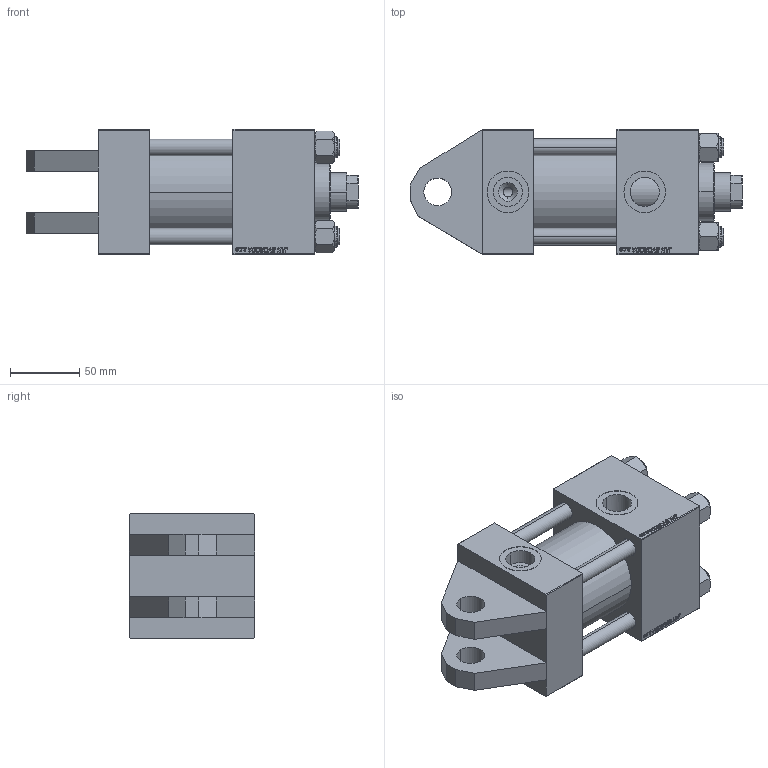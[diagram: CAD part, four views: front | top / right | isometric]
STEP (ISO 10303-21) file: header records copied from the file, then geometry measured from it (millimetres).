
FILE_DESCRIPTION (( 'STEP AP203' ), '1' );
FILE_NAME ('2d18.STEP', '2022-04-16T13:48:04', ( '' ), ( '' ), 'SwSTEP 2.0', 'SolidWorks 2019', '' );
FILE_SCHEMA (( 'CONFIG_CONTROL_DESIGN' ));
Length unit declared in the file: millimetre
Products named in the file (6): V215CR_H_Body ffe1b5fc0ff00545c8bcf9cda88318cc; 2d18; V215CR_VCP_H ffe1b5fc0ff00545c8bcf9cda88318cc; V215CR_TYCINKA_H ffe1b5fc0ff00545c8bcf9cda88318cc; NUT_M5_H ffe1b5fc0ff00545c8bcf9cda88318cc; V215_VC_A ffe1b5fc0ff00545c8bcf9cda88318cc
Assembly tree (11 placements, depth 2):
  2d18
    V215CR_H_Body ffe1b5fc0ff00545c8bcf9cda88318cc
    V215CR_VCP_H ffe1b5fc0ff00545c8bcf9cda88318cc
    V215CR_TYCINKA_H ffe1b5fc0ff00545c8bcf9cda88318cc  x4
    NUT_M5_H ffe1b5fc0ff00545c8bcf9cda88318cc  x4
    V215_VC_A ffe1b5fc0ff00545c8bcf9cda88318cc
Bounding box: 239 x 90 x 90 mm (x, y, z)
Volume: 1040003.1 mm3; surface area: 197060.3 mm2
Topology: 11 solids, 11 shells, 1129 faces, 2842 edges, 1843 vertices
Faces by surface type: plane 518, bspline 392, cone 128, cylinder 83, torus 8
Entity records: 49771 total; most frequent: CARTESIAN_POINT 27042, ORIENTED_EDGE 5176, DIRECTION 3216, EDGE_CURVE 2588, VERTEX_POINT 1699, LINE 1572, VECTOR 1572, EDGE_LOOP 1133
